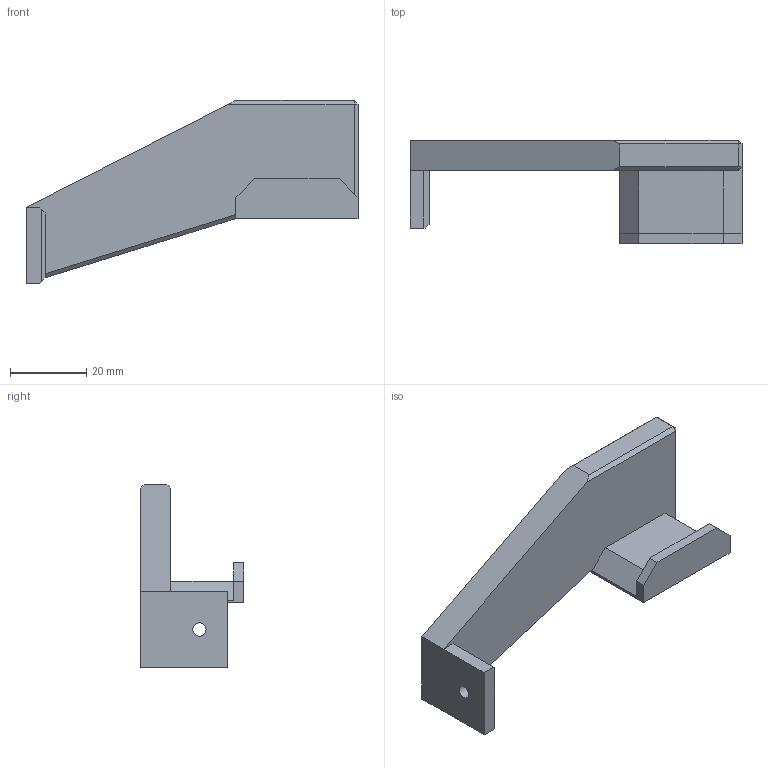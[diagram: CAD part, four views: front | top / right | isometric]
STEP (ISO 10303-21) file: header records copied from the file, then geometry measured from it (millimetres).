
FILE_DESCRIPTION(/* description */ ('','CAx-IF Rec.Pracs.---Representation and Presentation of Product Manufacturing Information (PMI)---4.0---2014-10-13'),/* implementation_level */ '2;1');
FILE_NAME(/* name */ 'TurtleNeckHolder v5.step',/* time_stamp */ '2025-02-01T14:56:10+08:00',/* author */ (''),/* organization */ (''),/* preprocessor_version */ 'ST-DEVELOPER v20',/* originating_system */ 'Autodesk Translation Framework v13.20.0.188',/* authorisation */ '');
FILE_SCHEMA (('AP242_MANAGED_MODEL_BASED_3D_ENGINEERING_MIM_LF { 1 0 10303 442 1 1 4 }'));
Length unit declared in the file: millimetre
Products named in the file (2): TurtleNeckHolder; TurtleNeckHolder_1
Assembly tree (1 placements, depth 2):
  TurtleNeckHolder
    TurtleNeckHolder_1
Bounding box: 87 x 27.15 x 48 mm (x, y, z)
Volume: 23839.1 mm3; surface area: 8958.9 mm2
Topology: 1 solids, 1 shells, 36 faces, 91 edges, 58 vertices
Faces by surface type: plane 34, cylinder 2
Full cylindrical faces by diameter (mm): 3.5 x1, 6 x1
Entity records: 1112 total; most frequent: CARTESIAN_POINT 188, ORIENTED_EDGE 182, DIRECTION 173, EDGE_CURVE 91, LINE 87, VECTOR 87, VERTEX_POINT 58, AXIS2_PLACEMENT_3D 43
